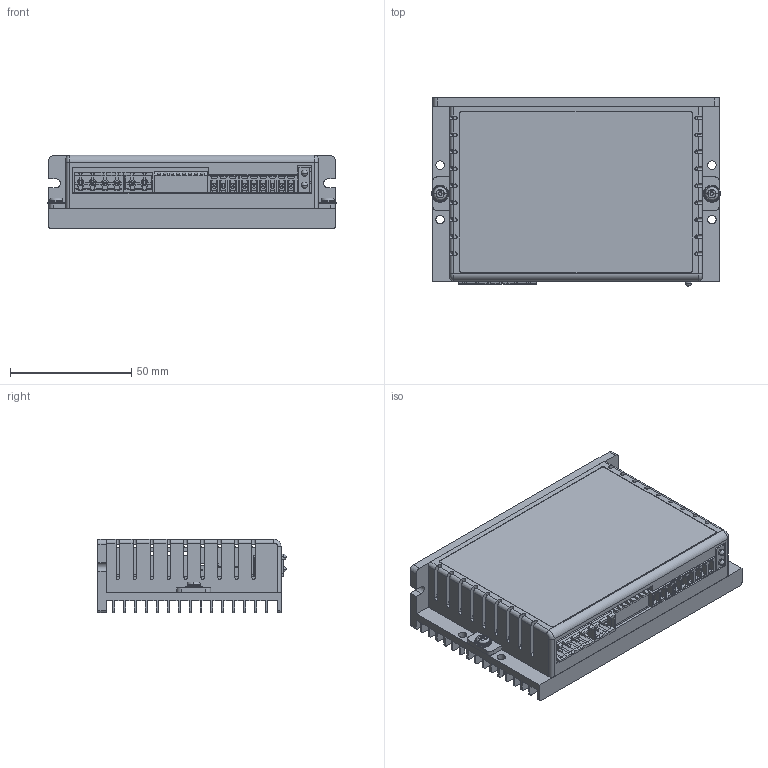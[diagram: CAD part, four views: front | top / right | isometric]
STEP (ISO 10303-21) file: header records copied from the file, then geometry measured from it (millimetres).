
FILE_DESCRIPTION (( 'STEP AP214' ), '1' );
FILE_NAME ('EM556S_V3.STEP', '2019-08-19T14:13:08', ( '' ), ( '' ), 'SwSTEP 2.0', 'SolidWorks 2017', '' );
FILE_SCHEMA (( 'AUTOMOTIVE_DESIGN' ));
Length unit declared in the file: inch
Products named in the file (1): EM556S_V3
Bounding box: 119 x 77.6 x 30.2 mm (x, y, z)
Volume: 88006.4 mm3; surface area: 93320.6 mm2
Topology: 14 solids, 14 shells, 1835 faces, 5026 edges, 3262 vertices
Faces by surface type: plane 1488, cylinder 295, cone 26, torus 18, bspline 4, sphere 4
Entity records: 68424 total; most frequent: CARTESIAN_POINT 18226, ORIENTED_EDGE 10044, DIRECTION 9008, EDGE_CURVE 5022, LINE 4240, VECTOR 4240, VERTEX_POINT 3262, AXIS2_PLACEMENT_3D 2384
